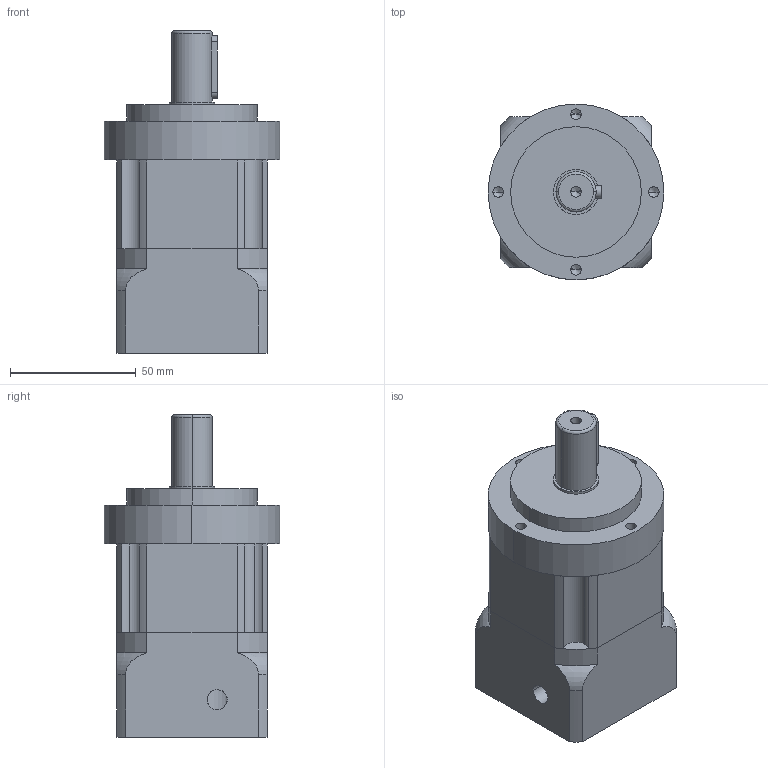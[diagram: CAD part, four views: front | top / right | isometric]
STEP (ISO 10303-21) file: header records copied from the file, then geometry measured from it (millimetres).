
FILE_DESCRIPTION (( 'STEP AP214' ), '1' );
FILE_NAME ('DML060-L1-XX-14-50-70-M5_2019.STEP', '2019-09-24T09:35:51', ( 'Y' ), ( 'NCU' ), 'SwSTEP 2.0', 'SolidWorks 2016', '' );
FILE_SCHEMA (( 'AUTOMOTIVE_DESIGN' ));
Length unit declared in the file: millimetre
Products named in the file (1): DML060-L1-XX-14-50-70-M5_2019
Bounding box: 70 x 70 x 128.5 mm (x, y, z)
Volume: 296792.4 mm3; surface area: 62364.4 mm2
Topology: 3 solids, 3 shells, 284 faces, 710 edges, 452 vertices
Faces by surface type: plane 124, cylinder 120, cone 34, torus 6
Entity records: 10160 total; most frequent: CARTESIAN_POINT 1981, DIRECTION 1511, ORIENTED_EDGE 1384, EDGE_CURVE 692, AXIS2_PLACEMENT_3D 554, VERTEX_POINT 452, LINE 403, VECTOR 403
